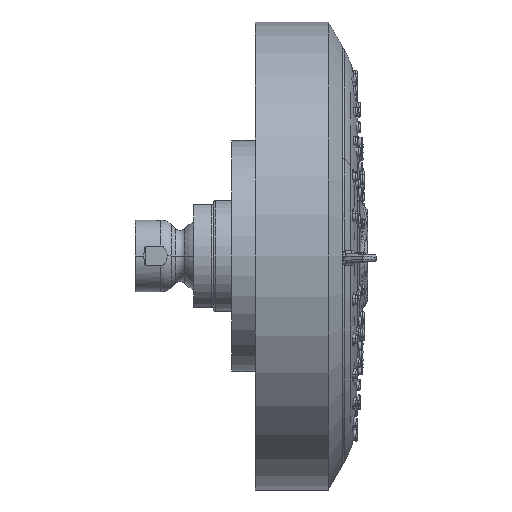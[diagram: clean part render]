
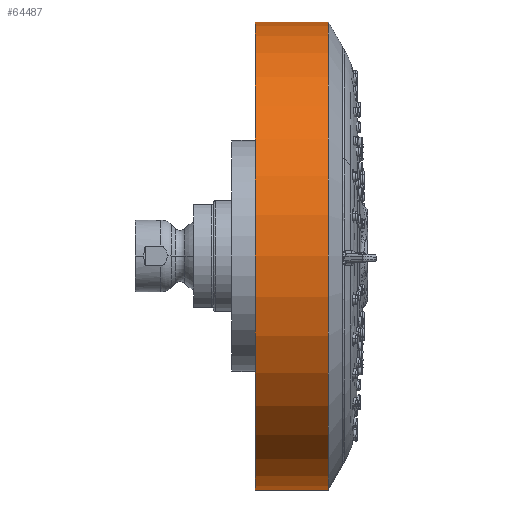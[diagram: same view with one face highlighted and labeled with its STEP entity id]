
A CAD part, left-side view. The second image highlights one B-rep face of the part: STEP entity #64487.
In plain terms, the highlighted cylindrical face has radius 75.057 mm (diameter 150.114 mm), a partial arc.
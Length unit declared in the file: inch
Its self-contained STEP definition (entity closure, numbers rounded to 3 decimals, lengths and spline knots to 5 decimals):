
#5533=CARTESIAN_POINT('',(0.,-1.18899,0.));
#5534=DIRECTION('',(0.,1.,0.));
#5535=DIRECTION('',(0.,0.,-1.));
#5536=AXIS2_PLACEMENT_3D('',#5533,#5534,#5535);
#5541=CARTESIAN_POINT('',(0.,-0.26299,0.));
#5542=DIRECTION('',(0.,1.,0.));
#5543=DIRECTION('',(0.,0.,-1.));
#5544=AXIS2_PLACEMENT_3D('',#5541,#5542,#5543);
#5549=DIRECTION('',(0.,-1.,0.));
#5550=VECTOR('',#5549,0.926);
#5551=CARTESIAN_POINT('',(0.,-0.26299,-2.955));
#5552=LINE('',#5551,#5550);
#5556=DIRECTION('',(0.,-1.,0.));
#5557=VECTOR('',#5556,0.926);
#5558=CARTESIAN_POINT('',(0.,-0.26299,2.955));
#5559=LINE('',#5558,#5557);
#59709=CARTESIAN_POINT('',(0.,-0.26299,-2.955));
#59710=CARTESIAN_POINT('',(0.,-1.18899,-2.955));
#59711=VERTEX_POINT('',#59709);
#59712=VERTEX_POINT('',#59710);
#59719=CARTESIAN_POINT('',(0.,-0.26299,2.955));
#59720=CARTESIAN_POINT('',(0.,-1.18899,2.955));
#59721=VERTEX_POINT('',#59719);
#59722=VERTEX_POINT('',#59720);
#64473=CARTESIAN_POINT('',(0.,-1.51459,0.));
#64474=DIRECTION('',(0.,1.,0.));
#64475=DIRECTION('',(0.,0.,1.));
#64476=AXIS2_PLACEMENT_3D('',#64473,#64474,#64475);
#64477=CYLINDRICAL_SURFACE('',#64476,2.955);
#64479=ORIENTED_EDGE('',*,*,#64478,.F.);
#64481=ORIENTED_EDGE('',*,*,#64480,.T.);
#64483=ORIENTED_EDGE('',*,*,#64482,.T.);
#64484=ORIENTED_EDGE('',*,*,#64459,.F.);
#64485=EDGE_LOOP('',(#64479,#64481,#64483,#64484));
#64486=FACE_OUTER_BOUND('',#64485,.F.);
#5537=CIRCLE('',#5536,2.955);
#5545=CIRCLE('',#5544,2.955);
#64459=EDGE_CURVE('',#59712,#59722,#5537,.T.);
#64478=EDGE_CURVE('',#59711,#59712,#5552,.T.);
#64480=EDGE_CURVE('',#59711,#59721,#5545,.T.);
#64482=EDGE_CURVE('',#59721,#59722,#5559,.T.);
#64487=ADVANCED_FACE('',(#64486),#64477,.T.);
